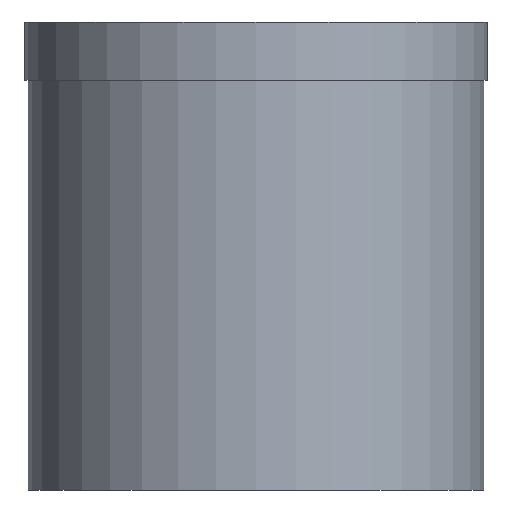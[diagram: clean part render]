
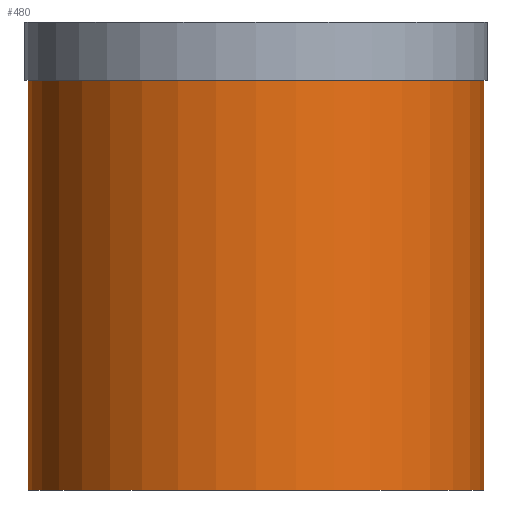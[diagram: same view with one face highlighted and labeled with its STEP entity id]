
A CAD part, left-side view. The second image highlights one B-rep face of the part: STEP entity #480.
In plain terms, the highlighted cylindrical face has radius 9 mm (diameter 18 mm), a partial arc.
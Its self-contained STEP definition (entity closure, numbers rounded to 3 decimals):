
#94=CARTESIAN_POINT('',(0.,0.,-2.3));
#95=DIRECTION('',(0.,0.,-1.));
#96=DIRECTION('',(0.,-1.,0.));
#97=AXIS2_PLACEMENT_3D('',#94,#95,#96);
#110=DIRECTION('',(0.,0.,-1.));
#111=VECTOR('',#110,16.2);
#112=CARTESIAN_POINT('',(0.,-9.,-2.3));
#113=LINE('',#112,#111);
#117=DIRECTION('',(0.,0.,-1.));
#118=VECTOR('',#117,16.2);
#119=CARTESIAN_POINT('',(0.,9.,-2.3));
#120=LINE('',#119,#118);
#132=CARTESIAN_POINT('',(0.,0.,-18.5));
#133=DIRECTION('',(0.,0.,1.));
#134=DIRECTION('',(0.,1.,0.));
#135=AXIS2_PLACEMENT_3D('',#132,#133,#134);
#340=CARTESIAN_POINT('',(0.,-9.,-2.3));
#341=CARTESIAN_POINT('',(0.,9.,-2.3));
#342=VERTEX_POINT('',#340);
#343=VERTEX_POINT('',#341);
#344=CARTESIAN_POINT('',(0.,9.,-18.5));
#345=VERTEX_POINT('',#344);
#346=CARTESIAN_POINT('',(0.,-9.,-18.5));
#347=VERTEX_POINT('',#346);
#466=CARTESIAN_POINT('',(0.,0.,-19.425));
#467=DIRECTION('',(0.,0.,1.));
#468=DIRECTION('',(0.,1.,0.));
#469=AXIS2_PLACEMENT_3D('',#466,#467,#468);
#470=CYLINDRICAL_SURFACE('',#469,9.);
#472=ORIENTED_EDGE('',*,*,#471,.F.);
#473=ORIENTED_EDGE('',*,*,#459,.F.);
#475=ORIENTED_EDGE('',*,*,#474,.T.);
#477=ORIENTED_EDGE('',*,*,#476,.F.);
#478=EDGE_LOOP('',(#472,#473,#475,#477));
#479=FACE_OUTER_BOUND('',#478,.F.);
#98=CIRCLE('',#97,9.);
#136=CIRCLE('',#135,9.);
#459=EDGE_CURVE('',#342,#343,#98,.T.);
#471=EDGE_CURVE('',#343,#345,#120,.T.);
#474=EDGE_CURVE('',#342,#347,#113,.T.);
#476=EDGE_CURVE('',#345,#347,#136,.T.);
#480=ADVANCED_FACE('',(#479),#470,.T.);
